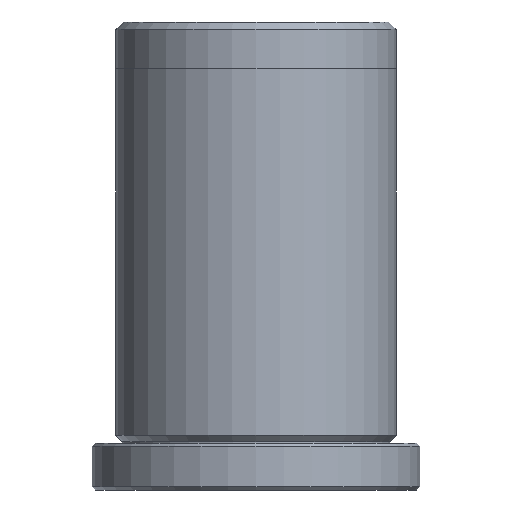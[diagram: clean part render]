
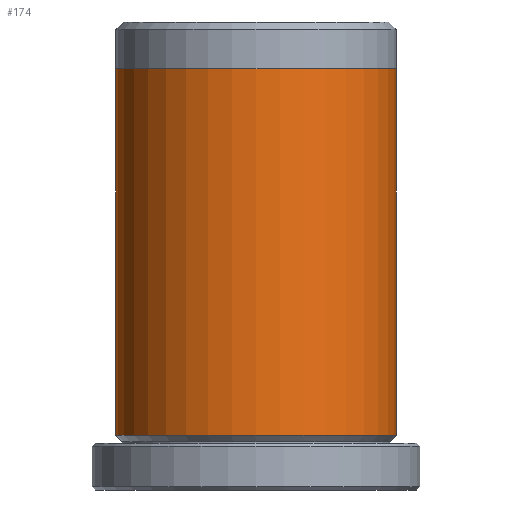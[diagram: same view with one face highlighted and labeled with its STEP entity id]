
A CAD part, front view. The second image highlights one B-rep face of the part: STEP entity #174.
In plain terms, the highlighted cylindrical face has radius 9 mm (diameter 18 mm), a partial arc.
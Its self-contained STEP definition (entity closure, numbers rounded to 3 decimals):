
#8 = ORIENTED_EDGE ( 'NONE', *, *, #3252, .F. ) ;
#163 = CARTESIAN_POINT ( 'NONE',  ( 9., 0., 3.5 ) ) ;
#173 = LINE ( 'NONE', #2482, #842 ) ;
#174 = ADVANCED_FACE ( 'NONE', ( #3596 ), #560, .T. ) ;
#367 = ORIENTED_EDGE ( 'NONE', *, *, #1360, .T. ) ;
#453 = DIRECTION ( 'NONE',  ( 0., 0., 1. ) ) ;
#483 = CIRCLE ( 'NONE', #766, 9. ) ;
#560 = CYLINDRICAL_SURFACE ( 'NONE', #1441, 9. ) ;
#696 = CARTESIAN_POINT ( 'NONE',  ( 0., 0., 3.5 ) ) ;
#766 = AXIS2_PLACEMENT_3D ( 'NONE', #2110, #453, #2425 ) ;
#798 = CARTESIAN_POINT ( 'NONE',  ( -9., 0., 3.5 ) ) ;
#836 = CARTESIAN_POINT ( 'NONE',  ( 9., 0., 27. ) ) ;
#842 = VECTOR ( 'NONE', #3300, 1000. ) ;
#987 = DIRECTION ( 'NONE',  ( -1., 0., 0. ) ) ;
#1137 = DIRECTION ( 'NONE',  ( 0., 0., -1. ) ) ;
#1162 = DIRECTION ( 'NONE',  ( -1., 0., 0. ) ) ;
#1230 = CARTESIAN_POINT ( 'NONE',  ( 0., 0., 30. ) ) ;
#1347 = VERTEX_POINT ( 'NONE', #798 ) ;
#1360 = EDGE_CURVE ( 'NONE', #2188, #1347, #173, .T. ) ;
#1431 = LINE ( 'NONE', #2791, #3541 ) ;
#1441 = AXIS2_PLACEMENT_3D ( 'NONE', #1230, #1137, #1162 ) ;
#1541 = EDGE_CURVE ( 'NONE', #3600, #3324, #1431, .T. ) ;
#2095 = CIRCLE ( 'NONE', #2227, 9. ) ;
#2110 = CARTESIAN_POINT ( 'NONE',  ( 0., 0., 27. ) ) ;
#2188 = VERTEX_POINT ( 'NONE', #2298 ) ;
#2227 = AXIS2_PLACEMENT_3D ( 'NONE', #696, #2658, #987 ) ;
#2298 = CARTESIAN_POINT ( 'NONE',  ( -9., 0., 27. ) ) ;
#2316 = EDGE_CURVE ( 'NONE', #3324, #1347, #2095, .T. ) ;
#2425 = DIRECTION ( 'NONE',  ( 1., 0., 0. ) ) ;
#2482 = CARTESIAN_POINT ( 'NONE',  ( -9., 0., 30. ) ) ;
#2521 = DIRECTION ( 'NONE',  ( 0., 0., -1. ) ) ;
#2658 = DIRECTION ( 'NONE',  ( 0., 0., -1. ) ) ;
#2791 = CARTESIAN_POINT ( 'NONE',  ( 9., 0., 30. ) ) ;
#3004 = EDGE_LOOP ( 'NONE', ( #3388, #8, #367, #3443 ) ) ;
#3252 = EDGE_CURVE ( 'NONE', #2188, #3600, #483, .T. ) ;
#3300 = DIRECTION ( 'NONE',  ( 0., 0., -1. ) ) ;
#3324 = VERTEX_POINT ( 'NONE', #163 ) ;
#3388 = ORIENTED_EDGE ( 'NONE', *, *, #1541, .F. ) ;
#3443 = ORIENTED_EDGE ( 'NONE', *, *, #2316, .F. ) ;
#3541 = VECTOR ( 'NONE', #2521, 1000. ) ;
#3596 = FACE_OUTER_BOUND ( 'NONE', #3004, .T. ) ;
#3600 = VERTEX_POINT ( 'NONE', #836 ) ;
